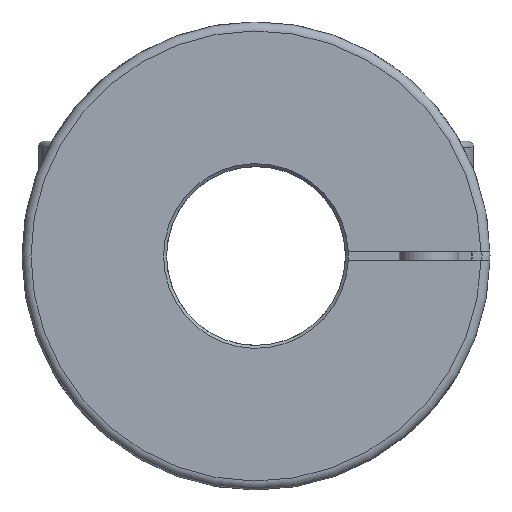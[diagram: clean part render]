
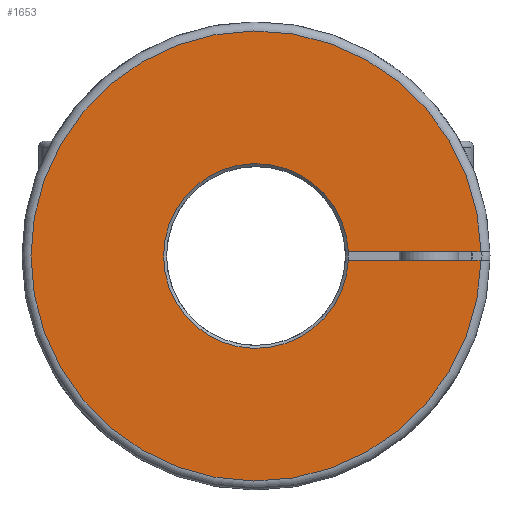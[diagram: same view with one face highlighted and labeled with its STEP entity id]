
A CAD part, left-side view. The second image highlights one B-rep face of the part: STEP entity #1653.
In plain terms, the highlighted planar face has unit normal (-1, 0, 0).
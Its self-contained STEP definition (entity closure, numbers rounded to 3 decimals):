
#124=LINE('',#2519,#200);
#132=LINE('',#2571,#208);
#200=VECTOR('',#1941,1000.);
#208=VECTOR('',#1953,1000.);
#567=ORIENTED_EDGE('',*,*,#712,.T.);
#568=ORIENTED_EDGE('',*,*,#834,.T.);
#569=ORIENTED_EDGE('',*,*,#697,.T.);
#570=ORIENTED_EDGE('',*,*,#822,.T.);
#697=EDGE_CURVE('',#901,#902,#124,.T.);
#712=EDGE_CURVE('',#917,#916,#132,.T.);
#822=EDGE_CURVE('',#902,#917,#1104,.T.);
#834=EDGE_CURVE('',#916,#901,#1112,.F.);
#901=VERTEX_POINT('',#2520);
#902=VERTEX_POINT('',#2521);
#916=VERTEX_POINT('',#2570);
#917=VERTEX_POINT('',#2572);
#1104=CIRCLE('',#1853,75.5);
#1112=CIRCLE('',#1869,31.);
#1280=EDGE_LOOP('',(#567,#568,#569,#570));
#1469=FACE_BOUND('',#1280,.T.);
#1548=PLANE('',#1868);
#1653=ADVANCED_FACE('',(#1469),#1548,.T.);
#1853=AXIS2_PLACEMENT_3D('',#2942,#2283,#2284);
#1868=AXIS2_PLACEMENT_3D('',#3057,#2313,#2314);
#1869=AXIS2_PLACEMENT_3D('',#3058,#2315,#2316);
#1941=DIRECTION('',(0.,-1.,0.));
#1953=DIRECTION('',(0.,1.,0.));
#2283=DIRECTION('',(-1.,0.,0.));
#2284=DIRECTION('',(0.,0.,1.));
#2313=DIRECTION('',(-1.,0.,0.));
#2314=DIRECTION('',(0.,0.,1.));
#2315=DIRECTION('',(-1.,0.,0.));
#2316=DIRECTION('',(0.,0.,1.));
#2519=CARTESIAN_POINT('',(-65.653,-5.,1.5));
#2520=CARTESIAN_POINT('',(-65.653,-30.964,1.5));
#2521=CARTESIAN_POINT('',(-65.653,-75.485,1.5));
#2570=CARTESIAN_POINT('',(-65.653,-30.964,-1.5));
#2571=CARTESIAN_POINT('',(-65.653,-95.,-1.5));
#2572=CARTESIAN_POINT('',(-65.653,-75.485,-1.5));
#2942=CARTESIAN_POINT('',(-65.653,0.,0.));
#3057=CARTESIAN_POINT('',(-65.653,0.,19.));
#3058=CARTESIAN_POINT('',(-65.653,0.,0.));
